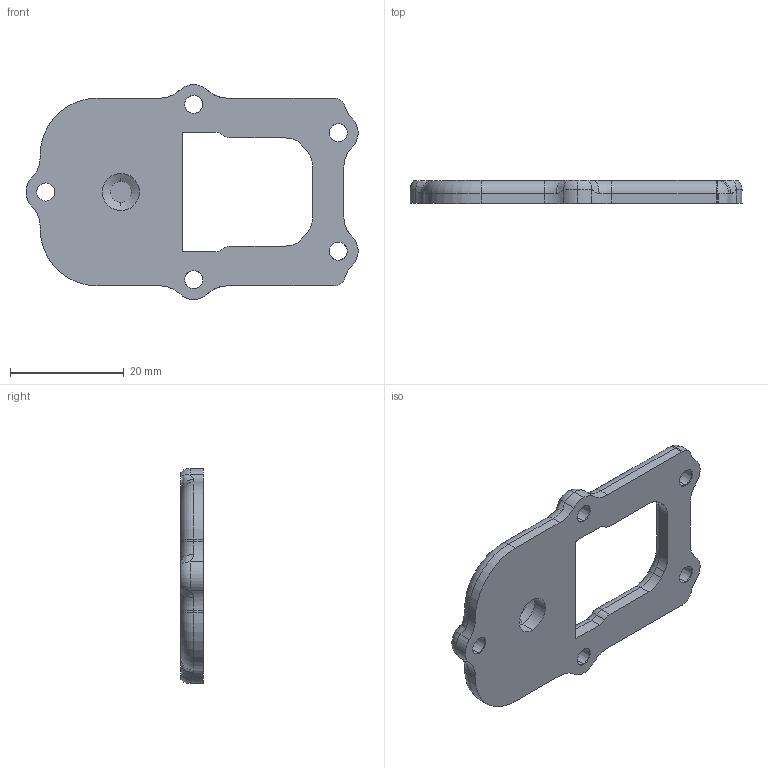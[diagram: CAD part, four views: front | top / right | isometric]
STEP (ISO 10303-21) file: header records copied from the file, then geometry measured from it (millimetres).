
FILE_DESCRIPTION (( 'STEP AP214' ), '1' );
FILE_NAME ('SAM_case4-5_p4.STEP', '2025-01-01T01:50:01', ( '' ), ( '' ), 'SwSTEP 2.0', 'SolidWorks 2023', '' );
FILE_SCHEMA (( 'AUTOMOTIVE_DESIGN' ));
Length unit declared in the file: millimetre
Products named in the file (1): SAM_case4-5_p4
Bounding box: 58.37 x 4 x 37.8 mm (x, y, z)
Volume: 4841.3 mm3; surface area: 3638.4 mm2
Topology: 1 solids, 1 shells, 143 faces, 352 edges, 205 vertices
Faces by surface type: cylinder 60, torus 29, bspline 22, plane 18, cone 12, sphere 2
Entity records: 6092 total; most frequent: CARTESIAN_POINT 2737, DIRECTION 739, ORIENTED_EDGE 700, EDGE_CURVE 350, AXIS2_PLACEMENT_3D 311, VERTEX_POINT 205, CIRCLE 189, EDGE_LOOP 151
